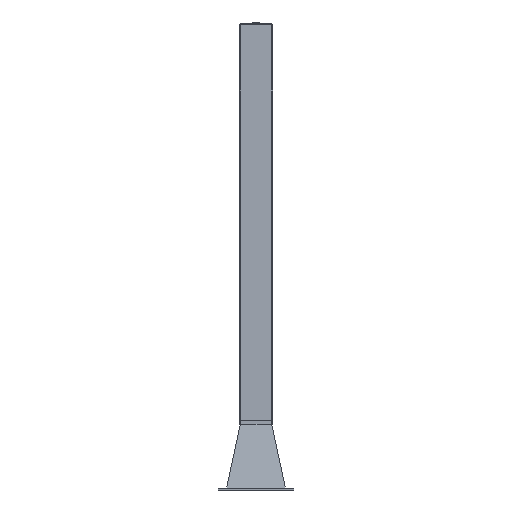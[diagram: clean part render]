
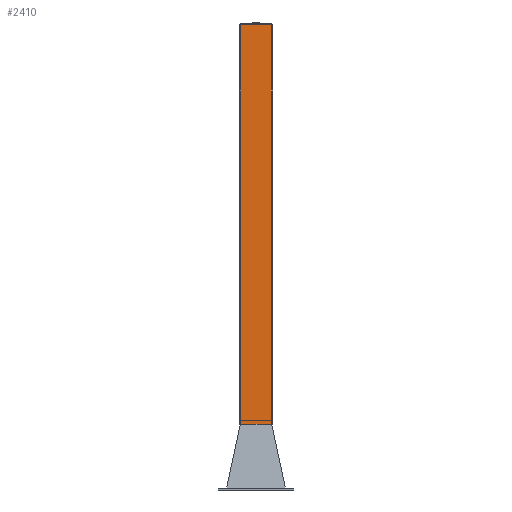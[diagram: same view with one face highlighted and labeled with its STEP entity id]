
A CAD part, left-side view. The second image highlights one B-rep face of the part: STEP entity #2410.
In plain terms, the highlighted planar face has unit normal (-1, 0, 0).
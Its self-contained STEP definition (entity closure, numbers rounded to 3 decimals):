
#2410=ADVANCED_FACE('',(#4230),#4231,.F.);
#4230=FACE_OUTER_BOUND('',#5794,.T.);
#4231=PLANE('',#5795);
#5794=EDGE_LOOP('',(#9120,#9121,#9122,#9123));
#5795=AXIS2_PLACEMENT_3D('',#9124,#9125,#9126);
#9120=ORIENTED_EDGE('',*,*,#10524,.F.);
#9121=ORIENTED_EDGE('',*,*,#10525,.T.);
#9122=ORIENTED_EDGE('',*,*,#10526,.T.);
#9123=ORIENTED_EDGE('',*,*,#10515,.T.);
#9124=CARTESIAN_POINT('',(-125.0,230.556,239.568));
#9125=DIRECTION('',(1.0,0.0,0.0));
#9126=DIRECTION('',(0.0,0.0,-1.0));
#10515=EDGE_CURVE('',#12331,#12328,#12332,.F.);
#10524=EDGE_CURVE('',#12346,#12328,#12347,.T.);
#10525=EDGE_CURVE('',#12346,#12348,#12349,.T.);
#10526=EDGE_CURVE('',#12348,#12331,#12350,.T.);
#12328=VERTEX_POINT('',#16738);
#12331=VERTEX_POINT('',#16741);
#12332=LINE('',#16742,#16743);
#12346=VERTEX_POINT('',#16760);
#12347=LINE('',#16761,#16762);
#12348=VERTEX_POINT('',#16763);
#12349=LINE('',#16764,#16765);
#12350=LINE('',#16766,#16767);
#16738=CARTESIAN_POINT('',(-125.0,-7.444,239.568));
#16741=CARTESIAN_POINT('',(-125.0,-7.444,-2760.432));
#16742=CARTESIAN_POINT('',(-125.0,-7.444,239.568));
#16743=VECTOR('',#17991,1.0);
#16760=CARTESIAN_POINT('',(-125.0,218.556,239.568));
#16761=CARTESIAN_POINT('',(-125.0,230.556,239.568));
#16762=VECTOR('',#18004,1.0);
#16763=CARTESIAN_POINT('',(-125.0,218.556,-2760.432));
#16764=CARTESIAN_POINT('',(-125.0,218.556,239.568));
#16765=VECTOR('',#18005,1.0);
#16766=CARTESIAN_POINT('',(-125.0,230.556,-2760.432));
#16767=VECTOR('',#18006,1.0);
#17991=DIRECTION('',(0.0,0.0,-1.0));
#18004=DIRECTION('',(0.0,-1.0,0.0));
#18005=DIRECTION('',(0.0,0.0,-1.0));
#18006=DIRECTION('',(0.0,-1.0,0.0));
